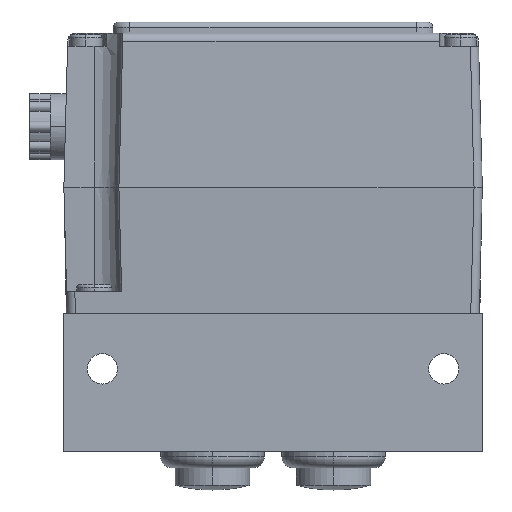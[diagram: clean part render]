
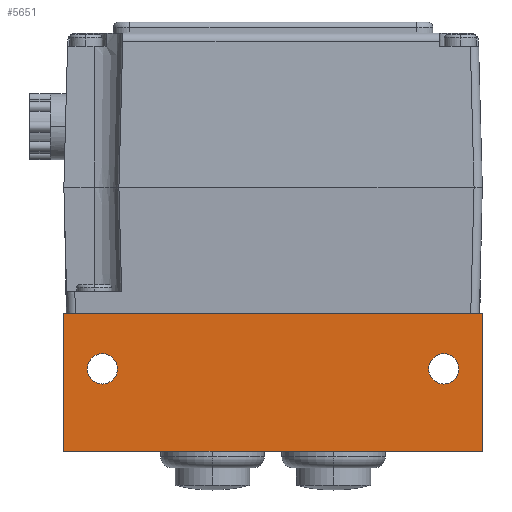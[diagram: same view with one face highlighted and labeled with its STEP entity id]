
A CAD part, left-side view. The second image highlights one B-rep face of the part: STEP entity #5651.
In plain terms, the highlighted planar face has unit normal (-1, 0, 0).
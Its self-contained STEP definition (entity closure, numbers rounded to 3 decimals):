
#659=DIRECTION('',(0.,1.,0.));
#660=VECTOR('',#659,76.);
#661=CARTESIAN_POINT('',(-32.5,-38.,-23.));
#662=LINE('',#661,#660);
#715=DIRECTION('',(0.,0.,1.));
#716=VECTOR('',#715,25.);
#717=CARTESIAN_POINT('',(-32.5,-38.,-48.));
#718=LINE('',#717,#716);
#768=DIRECTION('',(0.,0.,1.));
#769=VECTOR('',#768,25.);
#770=CARTESIAN_POINT('',(-32.5,38.,-48.));
#771=LINE('',#770,#769);
#817=DIRECTION('',(0.,1.,0.));
#818=VECTOR('',#817,76.);
#819=CARTESIAN_POINT('',(-32.5,-38.,-48.));
#820=LINE('',#819,#818);
#824=CARTESIAN_POINT('',(-32.5,31.,-33.));
#825=DIRECTION('',(1.,0.,0.));
#826=DIRECTION('',(0.,-1.,0.));
#827=AXIS2_PLACEMENT_3D('',#824,#825,#826);
#832=CARTESIAN_POINT('',(-32.5,31.,-33.));
#833=DIRECTION('',(1.,0.,0.));
#834=DIRECTION('',(0.,1.,0.));
#835=AXIS2_PLACEMENT_3D('',#832,#833,#834);
#840=CARTESIAN_POINT('',(-32.5,-31.,-33.));
#841=DIRECTION('',(1.,0.,0.));
#842=DIRECTION('',(0.,-1.,0.));
#843=AXIS2_PLACEMENT_3D('',#840,#841,#842);
#848=CARTESIAN_POINT('',(-32.5,-31.,-33.));
#849=DIRECTION('',(1.,0.,0.));
#850=DIRECTION('',(0.,1.,0.));
#851=AXIS2_PLACEMENT_3D('',#848,#849,#850);
#4514=CARTESIAN_POINT('',(-32.5,-38.,-23.));
#4516=VERTEX_POINT('',#4514);
#4528=CARTESIAN_POINT('',(-32.5,-38.,-48.));
#4529=VERTEX_POINT('',#4528);
#4530=CARTESIAN_POINT('',(-32.5,38.,-23.));
#4532=VERTEX_POINT('',#4530);
#4544=CARTESIAN_POINT('',(-32.5,38.,-48.));
#4545=VERTEX_POINT('',#4544);
#4602=CARTESIAN_POINT('',(-32.5,28.25,-33.));
#4603=CARTESIAN_POINT('',(-32.5,33.75,-33.));
#4604=VERTEX_POINT('',#4602);
#4605=VERTEX_POINT('',#4603);
#4606=CARTESIAN_POINT('',(-32.5,-33.75,-33.));
#4607=CARTESIAN_POINT('',(-32.5,-28.25,-33.));
#4608=VERTEX_POINT('',#4606);
#4609=VERTEX_POINT('',#4607);
#5627=CARTESIAN_POINT('',(-32.5,-38.,-48.));
#5628=DIRECTION('',(-1.,0.,0.));
#5629=DIRECTION('',(0.,0.,1.));
#5630=AXIS2_PLACEMENT_3D('',#5627,#5628,#5629);
#5631=PLANE('',#5630);
#5632=ORIENTED_EDGE('',*,*,#5538,.F.);
#5634=ORIENTED_EDGE('',*,*,#5633,.T.);
#5635=ORIENTED_EDGE('',*,*,#5599,.T.);
#5636=ORIENTED_EDGE('',*,*,#5466,.F.);
#5637=EDGE_LOOP('',(#5632,#5634,#5635,#5636));
#5638=FACE_OUTER_BOUND('',#5637,.F.);
#5640=ORIENTED_EDGE('',*,*,#5639,.F.);
#5642=ORIENTED_EDGE('',*,*,#5641,.F.);
#5643=EDGE_LOOP('',(#5640,#5642));
#5644=FACE_BOUND('',#5643,.F.);
#5646=ORIENTED_EDGE('',*,*,#5645,.F.);
#5648=ORIENTED_EDGE('',*,*,#5647,.F.);
#5649=EDGE_LOOP('',(#5646,#5648));
#5650=FACE_BOUND('',#5649,.F.);
#5651=ADVANCED_FACE('',(#5638,#5644,#5650),#5631,.T.);
#828=CIRCLE('',#827,2.75);
#836=CIRCLE('',#835,2.75);
#844=CIRCLE('',#843,2.75);
#852=CIRCLE('',#851,2.75);
#5466=EDGE_CURVE('',#4516,#4532,#662,.T.);
#5538=EDGE_CURVE('',#4529,#4516,#718,.T.);
#5599=EDGE_CURVE('',#4545,#4532,#771,.T.);
#5633=EDGE_CURVE('',#4529,#4545,#820,.T.);
#5639=EDGE_CURVE('',#4604,#4605,#828,.T.);
#5641=EDGE_CURVE('',#4605,#4604,#836,.T.);
#5645=EDGE_CURVE('',#4608,#4609,#844,.T.);
#5647=EDGE_CURVE('',#4609,#4608,#852,.T.);
